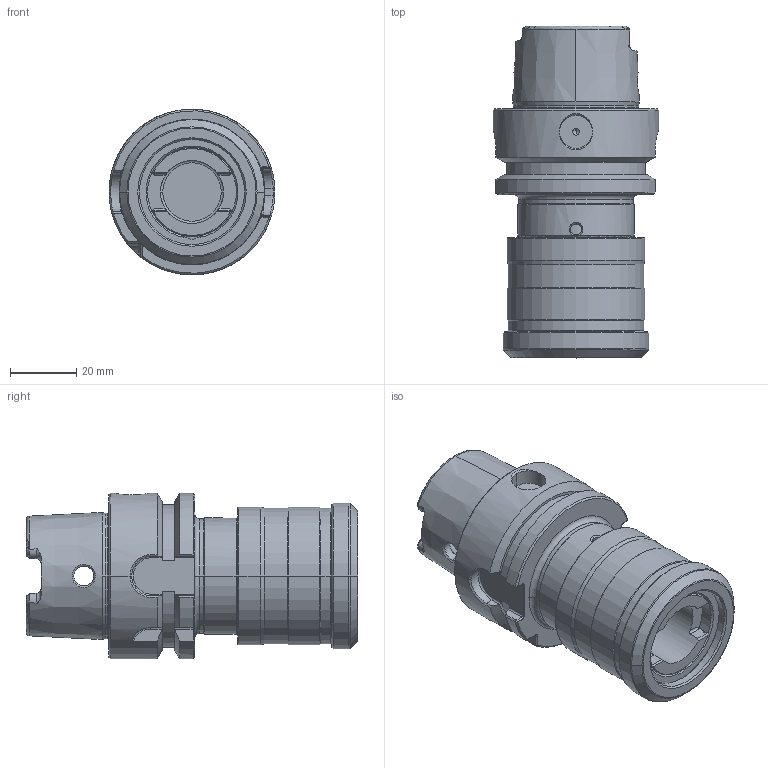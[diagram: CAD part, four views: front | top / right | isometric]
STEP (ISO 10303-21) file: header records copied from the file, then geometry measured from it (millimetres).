
FILE_DESCRIPTION((''),'2;1');
FILE_NAME('34400-H50A','2021-06-23T13:45:10',('046'),(''),'CREO PARAMETRIC BY PTC INC, 2019352','CREO PARAMETRIC BY PTC INC, 2019352','');
FILE_SCHEMA(('CONFIG_CONTROL_DESIGN'));
Length unit declared in the file: millimetre
Products named in the file (1): 34400-H50A
Bounding box: 50 x 100.05 x 50 mm (x, y, z)
Volume: 103441 mm3; surface area: 23859.4 mm2
Topology: 1 solids, 1 shells, 300 faces, 768 edges, 473 vertices
Faces by surface type: plane 98, cylinder 87, cone 59, torus 38, bspline 18
Entity records: 10739 total; most frequent: CARTESIAN_POINT 3662, ORIENTED_EDGE 1532, DIRECTION 1407, EDGE_CURVE 766, AXIS2_PLACEMENT_3D 546, VERTEX_POINT 473, VECTOR 315, LINE 315
